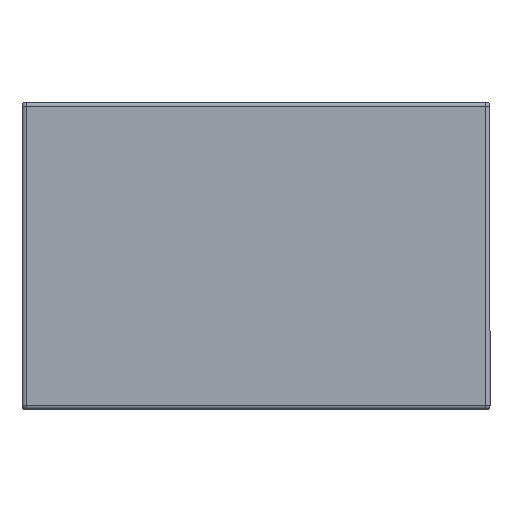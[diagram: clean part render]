
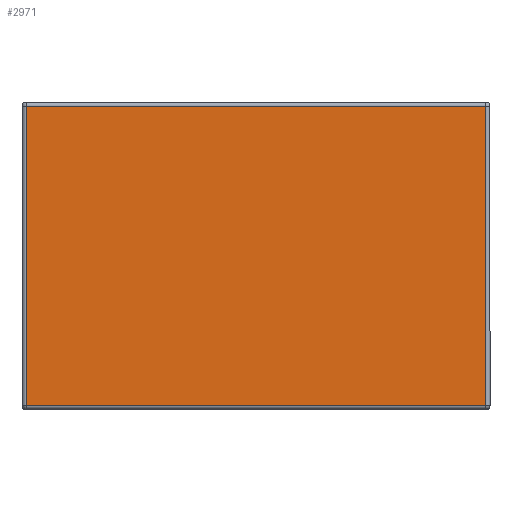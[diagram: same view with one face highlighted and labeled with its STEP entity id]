
A CAD part, top view. The second image highlights one B-rep face of the part: STEP entity #2971.
In plain terms, the highlighted planar face has unit normal (0, 0, 1).
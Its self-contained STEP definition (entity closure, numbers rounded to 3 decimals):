
#356 = CARTESIAN_POINT ( 'NONE',  ( 0., 0., 10.2 ) ) ;
#838 = DIRECTION ( 'NONE',  ( -1., 0., 0. ) ) ;
#1028 = PLANE ( 'NONE',  #4893 ) ;
#1152 = EDGE_CURVE ( 'NONE', #2722, #3779, #4147, .T. ) ;
#1281 = LINE ( 'NONE', #3620, #2385 ) ;
#1561 = DIRECTION ( 'NONE',  ( 1., 0., 0. ) ) ;
#1644 = EDGE_LOOP ( 'NONE', ( #2169, #3364, #2877, #3074 ) ) ;
#1764 = CARTESIAN_POINT ( 'NONE',  ( 5.65, -3.675, 10.2 ) ) ;
#2169 = ORIENTED_EDGE ( 'NONE', *, *, #2866, .T. ) ;
#2357 = CARTESIAN_POINT ( 'NONE',  ( -5.65, -3.675, 10.2 ) ) ;
#2385 = VECTOR ( 'NONE', #838, 1000. ) ;
#2474 = VECTOR ( 'NONE', #2659, 1000. ) ;
#2565 = DIRECTION ( 'NONE',  ( 1., 0., 0. ) ) ;
#2599 = LINE ( 'NONE', #4206, #2474 ) ;
#2610 = CARTESIAN_POINT ( 'NONE',  ( 5.75, -3.675, 10.2 ) ) ;
#2659 = DIRECTION ( 'NONE',  ( 0., -1., 0. ) ) ;
#2722 = VERTEX_POINT ( 'NONE', #2357 ) ;
#2754 = CARTESIAN_POINT ( 'NONE',  ( 5.65, 3.775, 10.2 ) ) ;
#2866 = EDGE_CURVE ( 'NONE', #4038, #2722, #2599, .T. ) ;
#2877 = ORIENTED_EDGE ( 'NONE', *, *, #4129, .T. ) ;
#2971 = ADVANCED_FACE ( 'NONE', ( #4556 ), #1028, .T. ) ;
#3074 = ORIENTED_EDGE ( 'NONE', *, *, #5073, .T. ) ;
#3279 = VECTOR ( 'NONE', #2565, 1000. ) ;
#3364 = ORIENTED_EDGE ( 'NONE', *, *, #1152, .T. ) ;
#3620 = CARTESIAN_POINT ( 'NONE',  ( -5.75, 3.675, 10.2 ) ) ;
#3779 = VERTEX_POINT ( 'NONE', #1764 ) ;
#3803 = VERTEX_POINT ( 'NONE', #4932 ) ;
#4038 = VERTEX_POINT ( 'NONE', #5000 ) ;
#4129 = EDGE_CURVE ( 'NONE', #3779, #3803, #5108, .T. ) ;
#4147 = LINE ( 'NONE', #2610, #3279 ) ;
#4206 = CARTESIAN_POINT ( 'NONE',  ( -5.65, -3.775, 10.2 ) ) ;
#4324 = DIRECTION ( 'NONE',  ( 0., 0., 1. ) ) ;
#4556 = FACE_OUTER_BOUND ( 'NONE', #1644, .T. ) ;
#4563 = VECTOR ( 'NONE', #4749, 1000. ) ;
#4749 = DIRECTION ( 'NONE',  ( 0., 1., 0. ) ) ;
#4893 = AXIS2_PLACEMENT_3D ( 'NONE', #356, #4324, #1561 ) ;
#4932 = CARTESIAN_POINT ( 'NONE',  ( 5.65, 3.675, 10.2 ) ) ;
#5000 = CARTESIAN_POINT ( 'NONE',  ( -5.65, 3.675, 10.2 ) ) ;
#5073 = EDGE_CURVE ( 'NONE', #3803, #4038, #1281, .T. ) ;
#5108 = LINE ( 'NONE', #2754, #4563 ) ;
